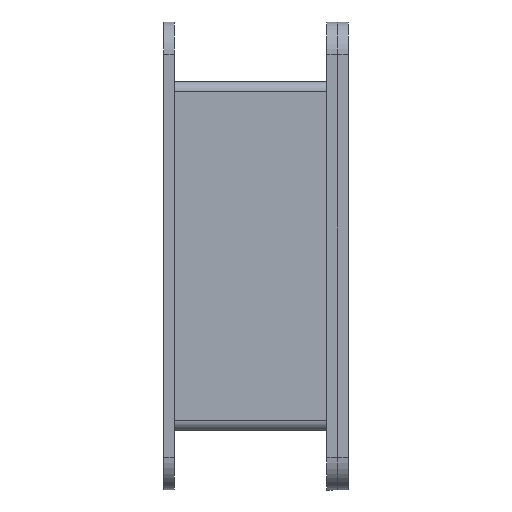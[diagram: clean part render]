
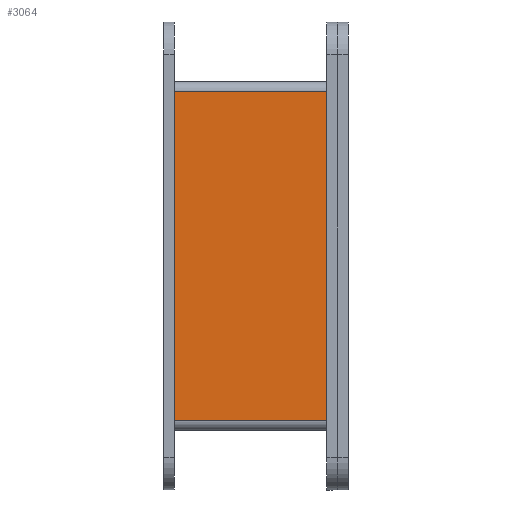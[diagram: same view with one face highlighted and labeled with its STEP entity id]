
A CAD part, front view. The second image highlights one B-rep face of the part: STEP entity #3064.
In plain terms, the highlighted planar face has unit normal (0, -1, 0).
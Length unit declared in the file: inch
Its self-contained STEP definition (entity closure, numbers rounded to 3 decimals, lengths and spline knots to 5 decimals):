
#51 = CARTESIAN_POINT ( 'NONE',  ( -0.875, -2., 2. ) ) ;
#54 = CARTESIAN_POINT ( 'NONE',  ( -0.875, -2., -1.892 ) ) ;
#96 = CARTESIAN_POINT ( 'NONE',  ( -0.875, -2., 1.892 ) ) ;
#120 = VERTEX_POINT ( 'NONE', #1067 ) ;
#138 = DIRECTION ( 'NONE',  ( 1., 0., 0. ) ) ;
#163 = EDGE_CURVE ( 'NONE', #1581, #837, #1594, .T. ) ;
#174 = ORIENTED_EDGE ( 'NONE', *, *, #1002, .F. ) ;
#331 = DIRECTION ( 'NONE',  ( -1., 0., 0. ) ) ;
#354 = LINE ( 'NONE', #2595, #2218 ) ;
#438 = PLANE ( 'NONE',  #1307 ) ;
#489 = FACE_OUTER_BOUND ( 'NONE', #1813, .T. ) ;
#652 = VERTEX_POINT ( 'NONE', #96 ) ;
#655 = VECTOR ( 'NONE', #331, 39.37008 ) ;
#765 = ORIENTED_EDGE ( 'NONE', *, *, #163, .F. ) ;
#831 = VECTOR ( 'NONE', #1847, 39.37008 ) ;
#837 = VERTEX_POINT ( 'NONE', #981 ) ;
#963 = DIRECTION ( 'NONE',  ( 0., 1., 0. ) ) ;
#981 = CARTESIAN_POINT ( 'NONE',  ( -0.875, -2., -1.892 ) ) ;
#1002 = EDGE_CURVE ( 'NONE', #652, #120, #354, .T. ) ;
#1067 = CARTESIAN_POINT ( 'NONE',  ( 0.875, -2., 1.892 ) ) ;
#1180 = CARTESIAN_POINT ( 'NONE',  ( 0.875, -2., -1.892 ) ) ;
#1220 = CARTESIAN_POINT ( 'NONE',  ( -0.875, -2., -2. ) ) ;
#1265 = ORIENTED_EDGE ( 'NONE', *, *, #1936, .F. ) ;
#1307 = AXIS2_PLACEMENT_3D ( 'NONE', #1220, #963, #3199 ) ;
#1581 = VERTEX_POINT ( 'NONE', #1180 ) ;
#1594 = LINE ( 'NONE', #54, #655 ) ;
#1811 = CARTESIAN_POINT ( 'NONE',  ( 0.875, -2., -2. ) ) ;
#1813 = EDGE_LOOP ( 'NONE', ( #174, #1265, #765, #2524 ) ) ;
#1836 = EDGE_CURVE ( 'NONE', #1581, #120, #3082, .T. ) ;
#1847 = DIRECTION ( 'NONE',  ( 0., 0., 1. ) ) ;
#1936 = EDGE_CURVE ( 'NONE', #837, #652, #2284, .T. ) ;
#2041 = DIRECTION ( 'NONE',  ( 0., 0., 1. ) ) ;
#2218 = VECTOR ( 'NONE', #138, 39.37008 ) ;
#2284 = LINE ( 'NONE', #51, #831 ) ;
#2524 = ORIENTED_EDGE ( 'NONE', *, *, #1836, .T. ) ;
#2595 = CARTESIAN_POINT ( 'NONE',  ( -0.875, -2., 1.892 ) ) ;
#2818 = VECTOR ( 'NONE', #2041, 39.37008 ) ;
#3064 = ADVANCED_FACE ( 'NONE', ( #489 ), #438, .F. ) ;
#3082 = LINE ( 'NONE', #1811, #2818 ) ;
#3199 = DIRECTION ( 'NONE',  ( 0., 0., 1. ) ) ;
